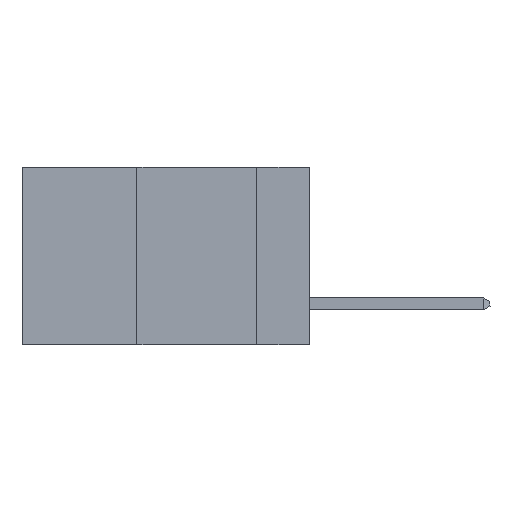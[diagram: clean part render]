
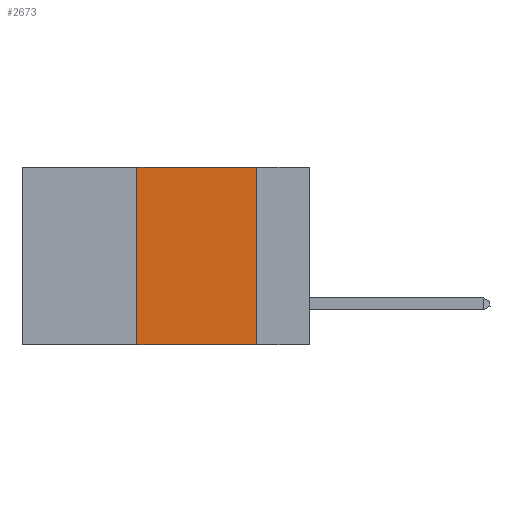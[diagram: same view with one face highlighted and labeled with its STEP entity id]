
A CAD part, left-side view. The second image highlights one B-rep face of the part: STEP entity #2673.
In plain terms, the highlighted planar face has unit normal (-1, 0, 0).
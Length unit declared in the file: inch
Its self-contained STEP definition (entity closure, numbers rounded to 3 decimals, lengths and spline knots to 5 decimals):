
#75 = CARTESIAN_POINT ( 'NONE',  ( 0., 0.36, -0.37 ) ) ;
#190 = DIRECTION ( 'NONE',  ( 0., 0., -1. ) ) ;
#269 = ORIENTED_EDGE ( 'NONE', *, *, #4929, .F. ) ;
#890 = CARTESIAN_POINT ( 'NONE',  ( 0., 0.6, 0. ) ) ;
#958 = ORIENTED_EDGE ( 'NONE', *, *, #11151, .T. ) ;
#1282 = FACE_OUTER_BOUND ( 'NONE', #11161, .T. ) ;
#1988 = VECTOR ( 'NONE', #2143, 39.37008 ) ;
#2077 = PLANE ( 'NONE',  #4676 ) ;
#2143 = DIRECTION ( 'NONE',  ( 0., -1., 0. ) ) ;
#2478 = ORIENTED_EDGE ( 'NONE', *, *, #9412, .F. ) ;
#2611 = VERTEX_POINT ( 'NONE', #75 ) ;
#2673 = ADVANCED_FACE ( 'NONE', ( #1282 ), #2077, .F. ) ;
#3158 = VERTEX_POINT ( 'NONE', #7308 ) ;
#3853 = CARTESIAN_POINT ( 'NONE',  ( 0., 0.6, -0.37 ) ) ;
#3884 = VECTOR ( 'NONE', #10972, 39.37008 ) ;
#4228 = VERTEX_POINT ( 'NONE', #8754 ) ;
#4676 = AXIS2_PLACEMENT_3D ( 'NONE', #9024, #6419, #190 ) ;
#4929 = EDGE_CURVE ( 'NONE', #3158, #8891, #5985, .T. ) ;
#5301 = VECTOR ( 'NONE', #10689, 39.37008 ) ;
#5755 = EDGE_CURVE ( 'NONE', #8891, #4228, #9798, .T. ) ;
#5985 = LINE ( 'NONE', #890, #5301 ) ;
#6273 = CARTESIAN_POINT ( 'NONE',  ( 0., 0.36, 0. ) ) ;
#6419 = DIRECTION ( 'NONE',  ( 1., 0., 0. ) ) ;
#7172 = CARTESIAN_POINT ( 'NONE',  ( 0., 0.11, 0. ) ) ;
#7308 = CARTESIAN_POINT ( 'NONE',  ( 0., 0.36, 0. ) ) ;
#7627 = CARTESIAN_POINT ( 'NONE',  ( 0., 0.11, 0. ) ) ;
#8609 = LINE ( 'NONE', #6273, #10123 ) ;
#8754 = CARTESIAN_POINT ( 'NONE',  ( 0., 0.11, -0.37 ) ) ;
#8828 = ORIENTED_EDGE ( 'NONE', *, *, #5755, .F. ) ;
#8891 = VERTEX_POINT ( 'NONE', #7172 ) ;
#8997 = LINE ( 'NONE', #3853, #1988 ) ;
#9024 = CARTESIAN_POINT ( 'NONE',  ( 0., 0.6, 0. ) ) ;
#9412 = EDGE_CURVE ( 'NONE', #2611, #3158, #8609, .T. ) ;
#9798 = LINE ( 'NONE', #7627, #3884 ) ;
#10123 = VECTOR ( 'NONE', #10962, 39.37008 ) ;
#10689 = DIRECTION ( 'NONE',  ( 0., -1., 0. ) ) ;
#10962 = DIRECTION ( 'NONE',  ( 0., 0., 1. ) ) ;
#10972 = DIRECTION ( 'NONE',  ( 0., 0., -1. ) ) ;
#11151 = EDGE_CURVE ( 'NONE', #2611, #4228, #8997, .T. ) ;
#11161 = EDGE_LOOP ( 'NONE', ( #8828, #269, #2478, #958 ) ) ;
